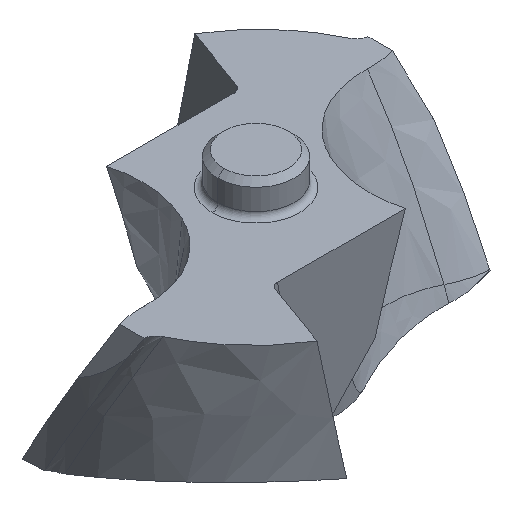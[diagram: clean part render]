
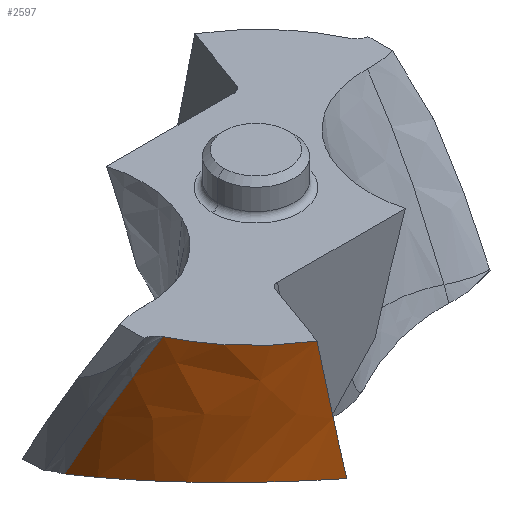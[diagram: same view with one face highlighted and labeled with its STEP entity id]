
A CAD part, isometric view. The second image highlights one B-rep face of the part: STEP entity #2597.
In plain terms, the highlighted free-form (B-spline) face has degree [3, 3] with [7, 5] control points.
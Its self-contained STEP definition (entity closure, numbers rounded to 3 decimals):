
#239=CARTESIAN_POINT('',(-2.665,-4.253,
0.));
#240=CARTESIAN_POINT('',(-2.993,-4.055,
0.));
#241=CARTESIAN_POINT('',(-3.754,-3.464,
0.));
#242=CARTESIAN_POINT('',(-4.32,-2.672,
0.));
#243=CARTESIAN_POINT('',(-4.567,-2.154,
0.));
#1005=CARTESIAN_POINT('',(-5.05,-0.085,
-3.882));
#1027=CARTESIAN_POINT('',(-2.156,-4.513,
-3.22));
#1028=CARTESIAN_POINT('',(-2.316,-4.438,
-3.191));
#1029=CARTESIAN_POINT('',(-2.623,-4.274,
-3.142));
#1030=CARTESIAN_POINT('',(-3.051,-3.989,
-3.097));
#1031=CARTESIAN_POINT('',(-3.439,-3.671,
-3.079));
#1032=CARTESIAN_POINT('',(-3.791,-3.319,
-3.088));
#1033=CARTESIAN_POINT('',(-4.116,-2.917,
-3.125));
#1034=CARTESIAN_POINT('',(-4.389,-2.501,
-3.187));
#1035=CARTESIAN_POINT('',(-4.629,-2.033,
-3.281));
#1036=CARTESIAN_POINT('',(-4.796,-1.603,
-3.386));
#1037=CARTESIAN_POINT('',(-4.934,-1.122,
-3.522));
#1038=CARTESIAN_POINT('',(-5.023,-0.615,
-3.686));
#1039=CARTESIAN_POINT('',(-5.048,-0.264,
-3.813));
#1040=CARTESIAN_POINT('',(-5.05,-0.085,
-3.882));
#1045=CARTESIAN_POINT('',(-5.05,-0.085,
-3.882));
#1046=CARTESIAN_POINT('',(-5.049,-0.487,
-3.124));
#1047=CARTESIAN_POINT('',(-4.954,-1.188,
-1.83));
#1048=CARTESIAN_POINT('',(-4.699,-1.876,
-0.536));
#1049=CARTESIAN_POINT('',(-4.567,-2.154,
0.));
#1054=CARTESIAN_POINT('',(-2.156,-4.513,
-3.22));
#1055=CARTESIAN_POINT('',(-2.18,-4.492,
-3.053));
#1056=CARTESIAN_POINT('',(-2.231,-4.453,
-2.704));
#1057=CARTESIAN_POINT('',(-2.316,-4.4,
-2.148));
#1058=CARTESIAN_POINT('',(-2.413,-4.35,
-1.532));
#1059=CARTESIAN_POINT('',(-2.529,-4.302,
-0.824));
#1060=CARTESIAN_POINT('',(-2.618,-4.27,
-0.285));
#1061=CARTESIAN_POINT('',(-2.665,-4.253,
0.));
#1321=CARTESIAN_POINT('',(-2.665,-4.253,
0.));
#1322=VERTEX_POINT('',#1321);
#1323=VERTEX_POINT('',#243);
#1355=VERTEX_POINT('',#1005);
#1356=VERTEX_POINT('',#1027);
#2554=CARTESIAN_POINT('',(-2.348,-4.465,
-3.921));
#2555=CARTESIAN_POINT('',(-2.048,-4.561,
-3.15));
#2556=CARTESIAN_POINT('',(-1.439,-4.742,
-1.831));
#2557=CARTESIAN_POINT('',(-0.663,-4.908,
-0.512));
#2558=CARTESIAN_POINT('',(-0.313,-4.97,
0.037));
#2559=CARTESIAN_POINT('',(-2.397,-4.44,
-3.921));
#2560=CARTESIAN_POINT('',(-2.098,-4.54,
-3.15));
#2561=CARTESIAN_POINT('',(-1.49,-4.729,
-1.831));
#2562=CARTESIAN_POINT('',(-0.717,-4.903,
-0.512));
#2563=CARTESIAN_POINT('',(-0.367,-4.967,
0.037));
#2564=CARTESIAN_POINT('',(-2.958,-4.134,
-3.921));
#2565=CARTESIAN_POINT('',(-2.672,-4.287,
-3.15));
#2566=CARTESIAN_POINT('',(-2.087,-4.564,
-1.831));
#2567=CARTESIAN_POINT('',(-1.335,-4.827,
-0.512));
#2568=CARTESIAN_POINT('',(-0.995,-4.929,
0.037));
#2569=CARTESIAN_POINT('',(-3.917,-3.345,
-3.921));
#2570=CARTESIAN_POINT('',(-3.675,-3.592,
-3.15));
#2571=CARTESIAN_POINT('',(-3.164,-4.032,
-1.831));
#2572=CARTESIAN_POINT('',(-2.488,-4.456,
-0.512));
#2573=CARTESIAN_POINT('',(-2.179,-4.625,
0.037));
#2574=CARTESIAN_POINT('',(-4.832,-1.798,
-3.921));
#2575=CARTESIAN_POINT('',(-4.696,-2.152,
-3.15));
#2576=CARTESIAN_POINT('',(-4.368,-2.775,
-1.831));
#2577=CARTESIAN_POINT('',(-3.873,-3.383,
-0.512));
#2578=CARTESIAN_POINT('',(-3.64,-3.628,
0.037));
#2579=CARTESIAN_POINT('',(-5.049,-0.613,
-3.921));
#2580=CARTESIAN_POINT('',(-5.005,-1.01,
-3.15));
#2581=CARTESIAN_POINT('',(-4.834,-1.705,
-1.831));
#2582=CARTESIAN_POINT('',(-4.497,-2.386,
-0.512));
#2583=CARTESIAN_POINT('',(-4.329,-2.662,
0.037));
#2584=CARTESIAN_POINT('',(-5.051,-0.011,
-3.921));
#2585=CARTESIAN_POINT('',(-5.055,-0.42,
-3.15));
#2586=CARTESIAN_POINT('',(-4.968,-1.138,
-1.831));
#2587=CARTESIAN_POINT('',(-4.714,-1.841,
-0.512));
#2588=CARTESIAN_POINT('',(-4.581,-2.126,
0.037));
#2589=B_SPLINE_SURFACE_WITH_KNOTS('',3,3,((#2554,#2555,#2556,#2557,#2558),
(#2559,#2560,#2561,#2562,#2563),(#2564,#2565,#2566,#2567,#2568),(#2569,#2570,
#2571,#2572,#2573),(#2574,#2575,#2576,#2577,#2578),(#2579,#2580,#2581,#2582,
#2583),(#2584,#2585,#2586,#2587,#2588)),.UNSPECIFIED.,.F.,.F.,.F.,(4,1,1,1,4),
(4,1,4),(0.227,0.25,0.5,0.75,1.008),(
0.08,2.749,4.649),.UNSPECIFIED.);
#2590=ORIENTED_EDGE('',*,*,#1950,.T.);
#2591=ORIENTED_EDGE('',*,*,#2545,.T.);
#2592=ORIENTED_EDGE('',*,*,#1605,.F.);
#2594=ORIENTED_EDGE('',*,*,#2593,.F.);
#2595=EDGE_LOOP('',(#2590,#2591,#2592,#2594));
#2596=FACE_OUTER_BOUND('',#2595,.F.);
#244=B_SPLINE_CURVE_WITH_KNOTS('',3,(#239,#240,#241,#242,#243),.UNSPECIFIED.,
.F.,.F.,(4,1,4),(0.,0.4,1.),.UNSPECIFIED.);
#1041=B_SPLINE_CURVE_WITH_KNOTS('',3,(#1027,#1028,#1029,#1030,#1031,#1032,#1033,
#1034,#1035,#1036,#1037,#1038,#1039,#1040),.UNSPECIFIED.,.F.,.F.,(4,1,1,1,1,1,1,
1,1,1,1,4),(0.,0.091,0.182,0.273,
0.364,0.455,0.545,0.636,
0.727,0.818,0.909,1.),.UNSPECIFIED.);
#1050=B_SPLINE_CURVE_WITH_KNOTS('',3,(#1045,#1046,#1047,#1048,#1049),
.UNSPECIFIED.,.F.,.F.,(4,1,4),(0.,0.585,1.),.UNSPECIFIED.);
#1062=B_SPLINE_CURVE_WITH_KNOTS('',3,(#1054,#1055,#1056,#1057,#1058,#1059,#1060,
#1061),.UNSPECIFIED.,.F.,.F.,(4,1,1,1,1,4),(0.,0.2,0.4,0.6,0.8,1.),
.UNSPECIFIED.);
#1605=EDGE_CURVE('',#1322,#1323,#244,.T.);
#1950=EDGE_CURVE('',#1356,#1355,#1041,.T.);
#2545=EDGE_CURVE('',#1355,#1323,#1050,.T.);
#2593=EDGE_CURVE('',#1356,#1322,#1062,.T.);
#2597=ADVANCED_FACE('',(#2596),#2589,.F.);
